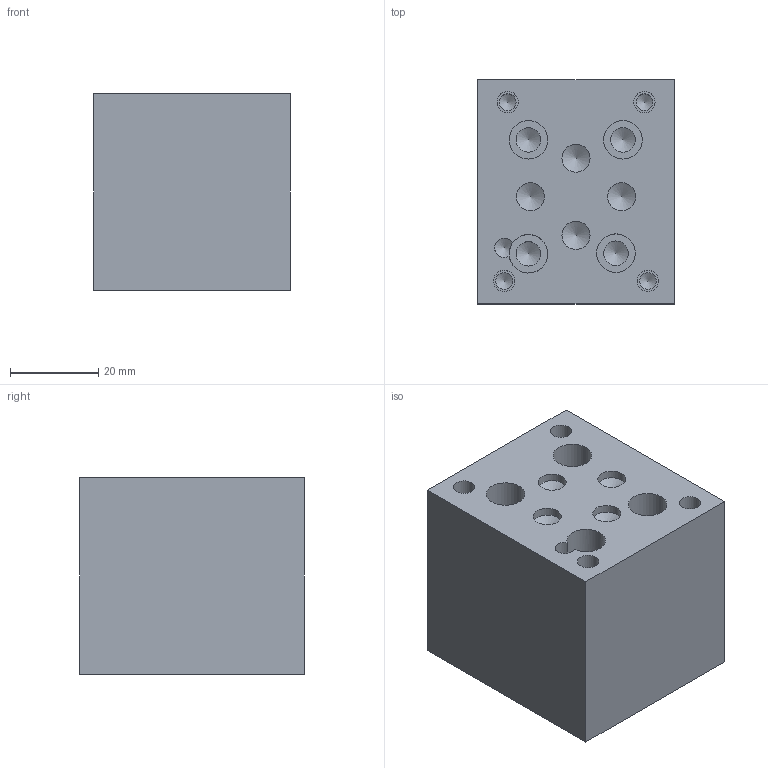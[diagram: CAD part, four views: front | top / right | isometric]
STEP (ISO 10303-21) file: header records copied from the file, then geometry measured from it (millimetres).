
FILE_DESCRIPTION(/* description */ (''),/* implementation_level */ '2;1');
FILE_NAME(/* name */ '_D03WE5VAAB.stp',/* time_stamp */ '2020-09-24T16:19:56-04:00',/* author */ ('DEVONN'),/* organization */ (''),/* preprocessor_version */ 'ST-DEVELOPER v17',/* originating_system */ 'Autodesk Inventor 2019',/* authorisation */ '');
FILE_SCHEMA (('AUTOMOTIVE_DESIGN { 1 0 10303 214 3 1 1 }'));
Length unit declared in the file: millimetre
Products named in the file (1): Part_DD03WE5VAAB.B01729R3_3D
Bounding box: 44.45 x 50.8 x 44.45 mm (x, y, z)
Volume: 95858.6 mm3; surface area: 16005 mm2
Topology: 1 solids, 1 shells, 399 faces, 1105 edges, 747 vertices
Faces by surface type: plane 271, bspline 74, cylinder 33, cone 21
Full cylindrical faces by diameter (mm): 3.785 x4, 4.775 x4, 4.826 x4, 5.563 x8, 6.35 x4, 8.738 x4, 9.525 x4
Entity records: 13334 total; most frequent: CARTESIAN_POINT 3209, ORIENTED_EDGE 2168, DIRECTION 1704, EDGE_CURVE 1084, LINE 816, VECTOR 816, VERTEX_POINT 747, EDGE_LOOP 459
